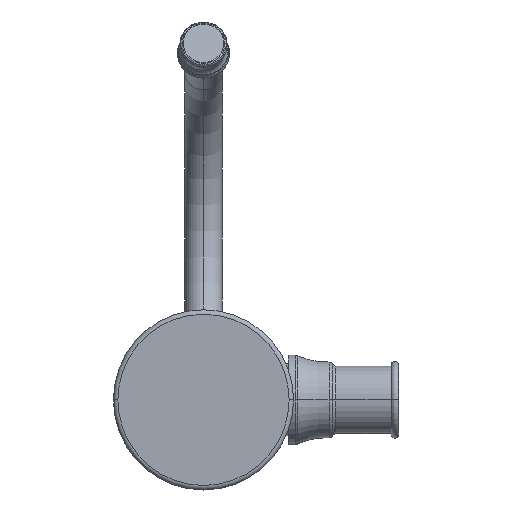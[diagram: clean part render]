
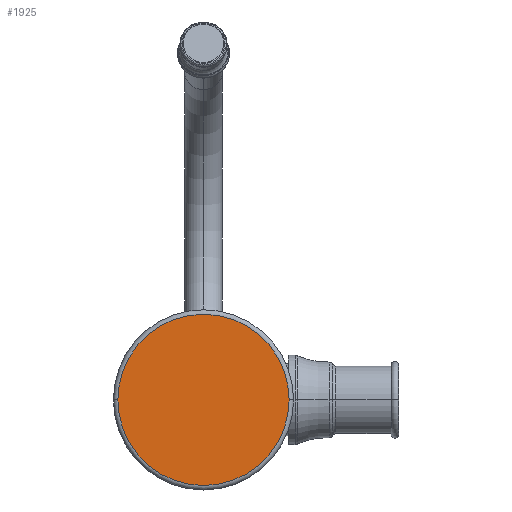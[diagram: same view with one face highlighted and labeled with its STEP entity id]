
A CAD part, front view. The second image highlights one B-rep face of the part: STEP entity #1925.
In plain terms, the highlighted planar face has unit normal (0, -1, 0).
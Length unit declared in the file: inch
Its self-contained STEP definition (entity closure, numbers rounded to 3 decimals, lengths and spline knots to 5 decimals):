
#2=CARTESIAN_POINT('',(0.,0.,0.));
#3=DIRECTION('',(0.,-1.,0.));
#4=DIRECTION('',(1.,0.,0.));
#5=AXIS2_PLACEMENT_3D('',#2,#3,#4);
#17=CARTESIAN_POINT('',(0.,0.,0.));
#18=DIRECTION('',(0.,1.,0.));
#19=DIRECTION('',(1.,0.,0.));
#20=AXIS2_PLACEMENT_3D('',#17,#18,#19);
#1661=CARTESIAN_POINT('',(1.14,0.,0.));
#1662=VERTEX_POINT('',#1661);
#1663=CARTESIAN_POINT('',(-1.14,0.,0.));
#1664=VERTEX_POINT('',#1663);
#1914=CARTESIAN_POINT('',(0.,0.,0.));
#1915=DIRECTION('',(0.,-1.,0.));
#1916=DIRECTION('',(-1.,0.,0.));
#1917=AXIS2_PLACEMENT_3D('',#1914,#1915,#1916);
#1918=PLANE('',#1917);
#1920=ORIENTED_EDGE('',*,*,#1919,.F.);
#1922=ORIENTED_EDGE('',*,*,#1921,.T.);
#1923=EDGE_LOOP('',(#1920,#1922));
#1924=FACE_OUTER_BOUND('',#1923,.F.);
#1925=ADVANCED_FACE('',(#1924),#1918,.T.);
#6=CIRCLE('',#5,1.14);
#21=CIRCLE('',#20,1.14);
#1919=EDGE_CURVE('',#1662,#1664,#6,.T.);
#1921=EDGE_CURVE('',#1662,#1664,#21,.T.);
